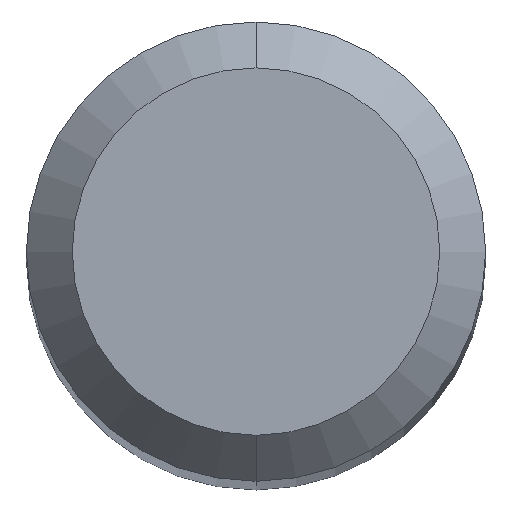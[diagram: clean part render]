
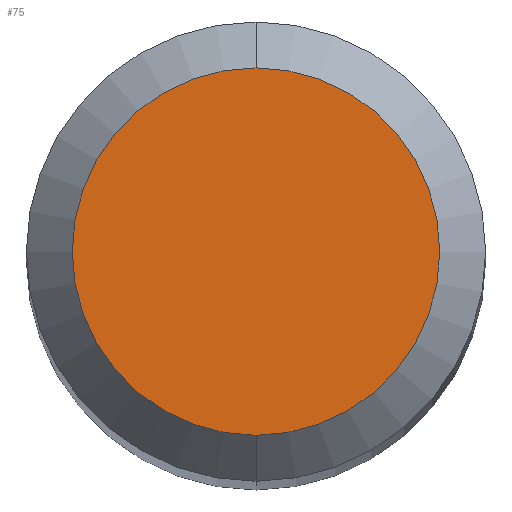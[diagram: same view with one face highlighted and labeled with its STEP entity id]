
A CAD part, top view. The second image highlights one B-rep face of the part: STEP entity #75.
In plain terms, the highlighted planar face has unit normal (0, 0, 1).
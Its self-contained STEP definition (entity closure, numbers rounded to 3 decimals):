
#53=PLANE('',#490);
#75=ADVANCED_FACE('',(#102),#53,.F.);
#102=FACE_OUTER_BOUND('',#123,.T.);
#123=EDGE_LOOP('',(#194,#195));
#194=ORIENTED_EDGE('',*,*,#252,.F.);
#195=ORIENTED_EDGE('',*,*,#250,.F.);
#215=VERTEX_POINT('',#717);
#216=VERTEX_POINT('',#719);
#250=EDGE_CURVE('',#215,#216,#271,.T.);
#252=EDGE_CURVE('',#216,#215,#272,.T.);
#271=CIRCLE('',#486,1.2);
#272=CIRCLE('',#488,1.2);
#486=AXIS2_PLACEMENT_3D('',#718,#611,#612);
#488=AXIS2_PLACEMENT_3D('',#722,#616,#617);
#490=AXIS2_PLACEMENT_3D('',#724,#620,#621);
#611=DIRECTION('',(0.,0.,-1.));
#612=DIRECTION('',(0.,-1.,0.));
#616=DIRECTION('',(0.,0.,-1.));
#617=DIRECTION('',(0.,1.,0.));
#620=DIRECTION('',(0.,0.,-1.));
#621=DIRECTION('',(0.,1.,0.));
#717=CARTESIAN_POINT('',(0.,-1.2,120.));
#718=CARTESIAN_POINT('',(0.,0.,120.));
#719=CARTESIAN_POINT('',(0.,1.2,120.));
#722=CARTESIAN_POINT('',(0.,0.,120.));
#724=CARTESIAN_POINT('',(0.,0.,120.));
